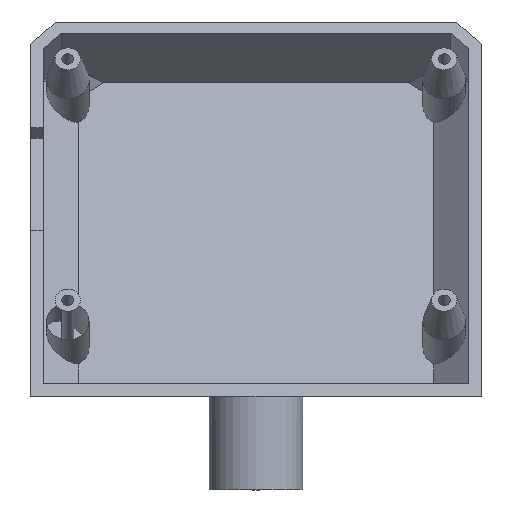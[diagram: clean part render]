
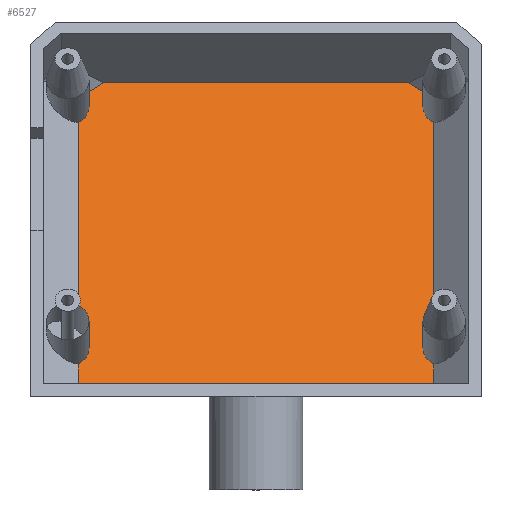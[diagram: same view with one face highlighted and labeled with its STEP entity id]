
A CAD part, left-side view. The second image highlights one B-rep face of the part: STEP entity #6527.
In plain terms, the highlighted planar face has unit normal (-0.866, 0, 0.5).
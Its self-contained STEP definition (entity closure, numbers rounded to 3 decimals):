
#27=CIRCLE('',#6838,5.);
#28=CIRCLE('',#6839,5.);
#29=CIRCLE('',#6840,5.);
#30=CIRCLE('',#6841,5.);
#31=CIRCLE('',#6842,5.);
#32=CIRCLE('',#6843,5.);
#626=FACE_OUTER_BOUND('',#1000,.T.);
#1000=EDGE_LOOP('',(#5834,#5835,#5836,#5837,#5838,#5839,#5840,#5841,#5842,
#5843,#5844,#5845,#5846,#5847));
#1732=LINE('',#11113,#2487);
#1743=LINE('',#11149,#2498);
#1745=LINE('',#11159,#2500);
#1748=LINE('',#11167,#2503);
#1761=LINE('',#11204,#2516);
#1763=LINE('',#11218,#2518);
#1764=LINE('',#11222,#2519);
#1765=LINE('',#11227,#2520);
#2487=VECTOR('',#8059,10.);
#2498=VECTOR('',#8096,10.);
#2500=VECTOR('',#8106,10.);
#2503=VECTOR('',#8113,10.);
#2516=VECTOR('',#8160,10.);
#2518=VECTOR('',#8176,10.);
#2519=VECTOR('',#8181,10.);
#2520=VECTOR('',#8186,10.);
#3101=VERTEX_POINT('',#11110);
#3102=VERTEX_POINT('',#11112);
#3113=VERTEX_POINT('',#11146);
#3114=VERTEX_POINT('',#11148);
#3116=VERTEX_POINT('',#11154);
#3118=VERTEX_POINT('',#11157);
#3121=VERTEX_POINT('',#11165);
#3128=VERTEX_POINT('',#11202);
#3131=VERTEX_POINT('',#11213);
#3132=VERTEX_POINT('',#11214);
#3133=VERTEX_POINT('',#11216);
#3134=VERTEX_POINT('',#11221);
#3135=VERTEX_POINT('',#11223);
#3136=VERTEX_POINT('',#11225);
#3992=EDGE_CURVE('',#3102,#3101,#1732,.T.);
#4009=EDGE_CURVE('',#3113,#3114,#1743,.T.);
#4014=EDGE_CURVE('',#3113,#3118,#1745,.F.);
#4019=EDGE_CURVE('',#3116,#3121,#1748,.F.);
#4036=EDGE_CURVE('',#3128,#3102,#1761,.T.);
#4040=EDGE_CURVE('',#3131,#3132,#27,.T.);
#4041=EDGE_CURVE('',#3132,#3133,#28,.T.);
#4042=EDGE_CURVE('',#3133,#3114,#1763,.T.);
#4043=EDGE_CURVE('',#3118,#3116,#29,.T.);
#4044=EDGE_CURVE('',#3121,#3128,#30,.T.);
#4045=EDGE_CURVE('',#3101,#3134,#1764,.T.);
#4046=EDGE_CURVE('',#3134,#3135,#31,.T.);
#4047=EDGE_CURVE('',#3135,#3136,#32,.T.);
#4048=EDGE_CURVE('',#3136,#3131,#1765,.T.);
#5834=ORIENTED_EDGE('',*,*,#4040,.T.);
#5835=ORIENTED_EDGE('',*,*,#4041,.T.);
#5836=ORIENTED_EDGE('',*,*,#4042,.T.);
#5837=ORIENTED_EDGE('',*,*,#4009,.F.);
#5838=ORIENTED_EDGE('',*,*,#4014,.T.);
#5839=ORIENTED_EDGE('',*,*,#4043,.T.);
#5840=ORIENTED_EDGE('',*,*,#4019,.T.);
#5841=ORIENTED_EDGE('',*,*,#4044,.T.);
#5842=ORIENTED_EDGE('',*,*,#4036,.T.);
#5843=ORIENTED_EDGE('',*,*,#3992,.T.);
#5844=ORIENTED_EDGE('',*,*,#4045,.T.);
#5845=ORIENTED_EDGE('',*,*,#4046,.T.);
#5846=ORIENTED_EDGE('',*,*,#4047,.T.);
#5847=ORIENTED_EDGE('',*,*,#4048,.T.);
#6194=PLANE('',#6837);
#6527=ADVANCED_FACE('',(#626),#6194,.F.);
#6837=AXIS2_PLACEMENT_3D('',#11212,#8170,#8171);
#6838=AXIS2_PLACEMENT_3D('',#11215,#8172,#8173);
#6839=AXIS2_PLACEMENT_3D('',#11217,#8174,#8175);
#6840=AXIS2_PLACEMENT_3D('',#11219,#8177,#8178);
#6841=AXIS2_PLACEMENT_3D('',#11220,#8179,#8180);
#6842=AXIS2_PLACEMENT_3D('',#11224,#8182,#8183);
#6843=AXIS2_PLACEMENT_3D('',#11226,#8184,#8185);
#8059=DIRECTION('',(0.,1.,0.));
#8096=DIRECTION('',(0.,1.,0.));
#8106=DIRECTION('',(-0.5,0.,-0.866));
#8113=DIRECTION('',(-0.5,0.,-0.866));
#8160=DIRECTION('',(0.289,0.816,0.5));
#8170=DIRECTION('center_axis',(0.866,0.,-0.5));
#8171=DIRECTION('ref_axis',(-0.5,0.,-0.866));
#8172=DIRECTION('center_axis',(0.866,0.,-0.5));
#8173=DIRECTION('ref_axis',(0.,1.,0.));
#8174=DIRECTION('center_axis',(0.866,0.,-0.5));
#8175=DIRECTION('ref_axis',(0.,1.,0.));
#8176=DIRECTION('',(-0.5,0.,-0.866));
#8177=DIRECTION('center_axis',(0.866,0.,-0.5));
#8178=DIRECTION('ref_axis',(0.,1.,0.));
#8179=DIRECTION('center_axis',(0.866,0.,-0.5));
#8180=DIRECTION('ref_axis',(0.5,0.,0.866));
#8181=DIRECTION('',(-0.289,0.816,-0.5));
#8182=DIRECTION('center_axis',(0.866,0.,-0.5));
#8183=DIRECTION('ref_axis',(0.5,0.,0.866));
#8184=DIRECTION('center_axis',(0.866,0.,-0.5));
#8185=DIRECTION('ref_axis',(0.5,0.,0.866));
#8186=DIRECTION('',(-0.5,0.,-0.866));
#11110=CARTESIAN_POINT('',(66.543,35.757,95.772));
#11112=CARTESIAN_POINT('',(66.543,-35.757,95.772));
#11113=CARTESIAN_POINT('',(66.543,0.,95.772));
#11146=CARTESIAN_POINT('',(25.682,-41.757,25.));
#11148=CARTESIAN_POINT('',(25.682,41.757,25.));
#11149=CARTESIAN_POINT('',(25.682,0.,25.));
#11154=CARTESIAN_POINT('',(32.714,-41.757,37.179));
#11157=CARTESIAN_POINT('',(28.379,-41.757,29.671));
#11159=CARTESIAN_POINT('',(61.268,-41.757,86.637));
#11165=CARTESIAN_POINT('',(61.129,-41.757,86.396));
#11167=CARTESIAN_POINT('',(61.268,-41.757,86.637));
#11202=CARTESIAN_POINT('',(64.898,-40.41,92.923));
#11204=CARTESIAN_POINT('',(70.197,-25.422,102.102));
#11212=CARTESIAN_POINT('Origin',(68.043,0.,98.37));
#11213=CARTESIAN_POINT('',(32.714,41.757,37.179));
#11214=CARTESIAN_POINT('',(30.547,39.25,33.425));
#11215=CARTESIAN_POINT('Origin',(30.547,44.25,33.425));
#11216=CARTESIAN_POINT('',(28.379,41.757,29.671));
#11217=CARTESIAN_POINT('Origin',(30.547,44.25,33.425));
#11218=CARTESIAN_POINT('',(61.268,41.757,86.637));
#11219=CARTESIAN_POINT('Origin',(30.547,-44.25,33.425));
#11220=CARTESIAN_POINT('Origin',(63.297,-44.25,90.15));
#11221=CARTESIAN_POINT('',(64.898,40.41,92.923));
#11222=CARTESIAN_POINT('',(70.197,25.422,102.102));
#11223=CARTESIAN_POINT('',(63.297,39.25,90.15));
#11224=CARTESIAN_POINT('Origin',(63.297,44.25,90.15));
#11225=CARTESIAN_POINT('',(61.129,41.757,86.396));
#11226=CARTESIAN_POINT('Origin',(63.297,44.25,90.15));
#11227=CARTESIAN_POINT('',(61.268,41.757,86.637));
